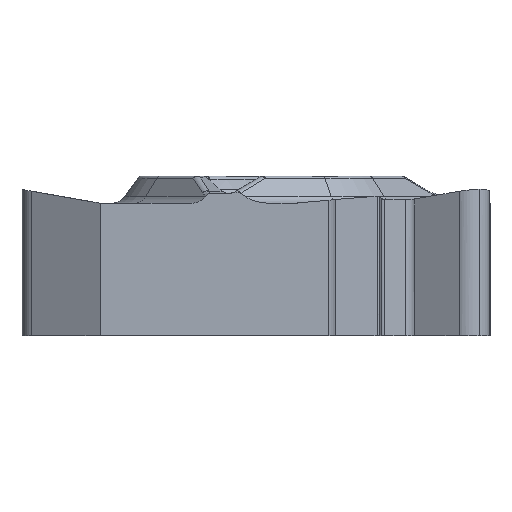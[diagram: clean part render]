
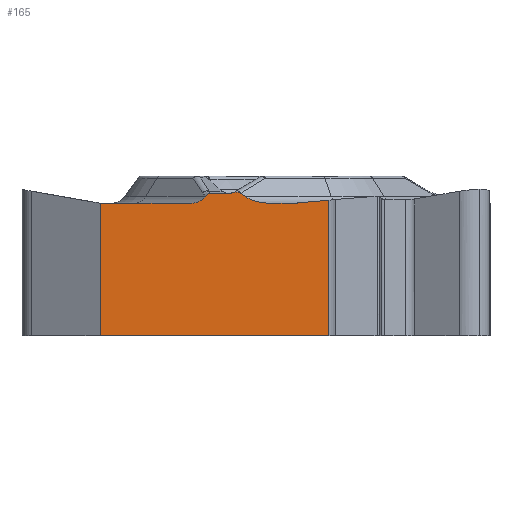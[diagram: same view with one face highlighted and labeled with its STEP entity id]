
A CAD part, left-side view. The second image highlights one B-rep face of the part: STEP entity #165.
In plain terms, the highlighted planar face has unit normal (-1, 0, 0).
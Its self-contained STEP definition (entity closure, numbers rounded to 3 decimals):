
#165=ADVANCED_FACE('',(#365),#319,.F.);
#319=PLANE('',#2724);
#365=FACE_OUTER_BOUND('',#515,.T.);
#515=EDGE_LOOP('',(#913,#914,#915,#916,#917,#918,#919,#920,#921,#922,#923,
#924,#925,#926,#927,#928,#929));
#673=CIRCLE('',#2723,0.75);
#784=ELLIPSE('',#2696,1.5,0.75);
#801=ELLIPSE('',#2719,1.5,0.75);
#802=ELLIPSE('',#2720,0.309,0.3);
#803=ELLIPSE('',#2721,0.295,0.25);
#804=ELLIPSE('',#2722,0.884,0.75);
#913=ORIENTED_EDGE('',*,*,#1933,.T.);
#914=ORIENTED_EDGE('',*,*,#1934,.F.);
#915=ORIENTED_EDGE('',*,*,#1900,.T.);
#916=ORIENTED_EDGE('',*,*,#1886,.T.);
#917=ORIENTED_EDGE('',*,*,#1935,.T.);
#918=ORIENTED_EDGE('',*,*,#1936,.T.);
#919=ORIENTED_EDGE('',*,*,#1937,.T.);
#920=ORIENTED_EDGE('',*,*,#1938,.F.);
#921=ORIENTED_EDGE('',*,*,#1939,.T.);
#922=ORIENTED_EDGE('',*,*,#1940,.T.);
#923=ORIENTED_EDGE('',*,*,#1941,.F.);
#924=ORIENTED_EDGE('',*,*,#1942,.F.);
#925=ORIENTED_EDGE('',*,*,#1943,.T.);
#926=ORIENTED_EDGE('',*,*,#1944,.T.);
#927=ORIENTED_EDGE('',*,*,#1945,.T.);
#928=ORIENTED_EDGE('',*,*,#1946,.T.);
#929=ORIENTED_EDGE('',*,*,#1947,.F.);
#1643=VERTEX_POINT('',#4177);
#1644=VERTEX_POINT('',#4179);
#1646=VERTEX_POINT('',#4184);
#1686=VERTEX_POINT('',#4336);
#1687=VERTEX_POINT('',#4337);
#1688=VERTEX_POINT('',#4340);
#1689=VERTEX_POINT('',#4342);
#1690=VERTEX_POINT('',#4344);
#1691=VERTEX_POINT('',#4355);
#1692=VERTEX_POINT('',#4357);
#1693=VERTEX_POINT('',#4359);
#1694=VERTEX_POINT('',#4361);
#1695=VERTEX_POINT('',#4369);
#1696=VERTEX_POINT('',#4371);
#1697=VERTEX_POINT('',#4373);
#1698=VERTEX_POINT('',#4375);
#1699=VERTEX_POINT('',#4377);
#1886=EDGE_CURVE('',#1644,#1643,#784,.T.);
#1900=EDGE_CURVE('',#1646,#1644,#2276,.T.);
#1933=EDGE_CURVE('',#1686,#1687,#2294,.T.);
#1934=EDGE_CURVE('',#1646,#1687,#2295,.T.);
#1935=EDGE_CURVE('',#1643,#1688,#2296,.T.);
#1936=EDGE_CURVE('',#1688,#1689,#801,.T.);
#1937=EDGE_CURVE('',#1689,#1690,#2297,.T.);
#1938=EDGE_CURVE('',#1691,#1690,#2618,.T.);
#1939=EDGE_CURVE('',#1691,#1692,#802,.T.);
#1940=EDGE_CURVE('',#1692,#1693,#2298,.T.);
#1941=EDGE_CURVE('',#1694,#1693,#803,.T.);
#1942=EDGE_CURVE('',#1695,#1694,#2619,.T.);
#1943=EDGE_CURVE('',#1695,#1696,#2299,.T.);
#1944=EDGE_CURVE('',#1696,#1697,#804,.T.);
#1945=EDGE_CURVE('',#1697,#1698,#2300,.T.);
#1946=EDGE_CURVE('',#1698,#1699,#673,.T.);
#1947=EDGE_CURVE('',#1686,#1699,#2301,.T.);
#2276=LINE('',#4230,#2447);
#2294=LINE('',#4335,#2465);
#2295=LINE('',#4338,#2466);
#2296=LINE('',#4339,#2467);
#2297=LINE('',#4343,#2468);
#2298=LINE('',#4358,#2469);
#2299=LINE('',#4370,#2470);
#2300=LINE('',#4374,#2471);
#2301=LINE('',#4378,#2472);
#2447=VECTOR('',#3028,1.);
#2465=VECTOR('',#3078,1.);
#2466=VECTOR('',#3079,1.);
#2467=VECTOR('',#3080,1.);
#2468=VECTOR('',#3083,1.);
#2469=VECTOR('',#3086,1.);
#2470=VECTOR('',#3089,1.);
#2471=VECTOR('',#3092,1.);
#2472=VECTOR('',#3095,1.);
#2618=B_SPLINE_CURVE_WITH_KNOTS('',3,(#4345,#4346,#4347,#4348,#4349,#4350,
#4351,#4352,#4353,#4354),.UNSPECIFIED.,.F.,.F.,(4,3,3,4),(0.,0.625,
0.853,1.),.UNSPECIFIED.);
#2619=B_SPLINE_CURVE_WITH_KNOTS('',3,(#4362,#4363,#4364,#4365,#4366,#4367,
#4368),.UNSPECIFIED.,.F.,.F.,(4,3,4),(0.,0.594,1.),
 .UNSPECIFIED.);
#2696=AXIS2_PLACEMENT_3D('',#4178,#3007,#3008);
#2719=AXIS2_PLACEMENT_3D('',#4341,#3081,#3082);
#2720=AXIS2_PLACEMENT_3D('',#4356,#3084,#3085);
#2721=AXIS2_PLACEMENT_3D('',#4360,#3087,#3088);
#2722=AXIS2_PLACEMENT_3D('',#4372,#3090,#3091);
#2723=AXIS2_PLACEMENT_3D('',#4376,#3093,#3094);
#2724=AXIS2_PLACEMENT_3D('',#4379,#3096,#3097);
#3007=DIRECTION('',(1.,0.,0.));
#3008=DIRECTION('',(0.,1.,0.));
#3028=DIRECTION('',(0.,0.996,-0.088));
#3078=DIRECTION('',(0.,-1.,0.));
#3079=DIRECTION('',(0.,0.,-1.));
#3080=DIRECTION('',(0.,1.,0.));
#3081=DIRECTION('',(1.,0.,0.));
#3082=DIRECTION('',(0.,-1.,0.));
#3083=DIRECTION('',(0.,0.814,0.581));
#3084=DIRECTION('',(1.,0.,0.));
#3085=DIRECTION('',(0.,-1.,0.));
#3086=DIRECTION('',(0.,1.,0.));
#3087=DIRECTION('',(1.,0.,0.));
#3088=DIRECTION('',(0.,1.,0.));
#3089=DIRECTION('',(0.,0.637,-0.771));
#3090=DIRECTION('',(1.,0.,0.));
#3091=DIRECTION('',(0.,1.,0.));
#3092=DIRECTION('',(0.,1.,0.));
#3093=DIRECTION('',(1.,0.,0.));
#3094=DIRECTION('',(0.,0.,-1.));
#3095=DIRECTION('',(0.,0.,1.));
#3096=DIRECTION('',(1.,0.,0.));
#3097=DIRECTION('',(0.,0.,-1.));
#4177=CARTESIAN_POINT('',(-7.938,-1.261,-0.781));
#4178=CARTESIAN_POINT('',(-7.938,-1.261,-0.031));
#4179=CARTESIAN_POINT('',(-7.938,-1.521,-0.77));
#4184=CARTESIAN_POINT('',(-7.938,-3.123,-0.628));
#4230=CARTESIAN_POINT('',(-7.938,-2.266,-0.704));
#4335=CARTESIAN_POINT('',(-7.938,11.45,-7.));
#4336=CARTESIAN_POINT('',(-7.938,7.634,-7.));
#4337=CARTESIAN_POINT('',(-7.938,-3.123,-7.));
#4338=CARTESIAN_POINT('',(-7.938,-3.123,25.));
#4339=CARTESIAN_POINT('',(-7.938,0.,-0.781));
#4340=CARTESIAN_POINT('',(-7.938,-0.427,-0.781));
#4341=CARTESIAN_POINT('',(-7.938,-0.427,-0.031));
#4342=CARTESIAN_POINT('',(-7.938,0.802,-0.461));
#4343=CARTESIAN_POINT('',(-7.938,19.895,13.173));
#4344=CARTESIAN_POINT('',(-7.938,1.037,-0.293));
#4345=CARTESIAN_POINT('',(-7.938,1.433,-0.285));
#4346=CARTESIAN_POINT('',(-7.938,1.352,-0.26));
#4347=CARTESIAN_POINT('',(-7.938,1.267,-0.242));
#4348=CARTESIAN_POINT('',(-7.938,1.183,-0.247));
#4349=CARTESIAN_POINT('',(-7.938,1.152,-0.249));
#4350=CARTESIAN_POINT('',(-7.938,1.12,-0.255));
#4351=CARTESIAN_POINT('',(-7.938,1.091,-0.266));
#4352=CARTESIAN_POINT('',(-7.938,1.072,-0.272));
#4353=CARTESIAN_POINT('',(-7.938,1.054,-0.282));
#4354=CARTESIAN_POINT('',(-7.938,1.037,-0.293));
#4355=CARTESIAN_POINT('',(-7.938,1.433,-0.285));
#4356=CARTESIAN_POINT('',(-7.938,1.528,0.));
#4357=CARTESIAN_POINT('',(-7.938,1.528,-0.3));
#4358=CARTESIAN_POINT('',(-7.938,11.45,-0.3));
#4359=CARTESIAN_POINT('',(-7.938,2.386,-0.3));
#4360=CARTESIAN_POINT('',(-7.938,2.386,-0.55));
#4361=CARTESIAN_POINT('',(-7.938,2.497,-0.318));
#4362=CARTESIAN_POINT('',(-7.938,2.626,-0.404));
#4363=CARTESIAN_POINT('',(-7.938,2.606,-0.381));
#4364=CARTESIAN_POINT('',(-7.938,2.582,-0.36));
#4365=CARTESIAN_POINT('',(-7.938,2.555,-0.345));
#4366=CARTESIAN_POINT('',(-7.938,2.537,-0.334));
#4367=CARTESIAN_POINT('',(-7.938,2.517,-0.325));
#4368=CARTESIAN_POINT('',(-7.938,2.497,-0.318));
#4369=CARTESIAN_POINT('',(-7.938,2.626,-0.404));
#4370=CARTESIAN_POINT('',(-7.938,-6.27,10.369));
#4371=CARTESIAN_POINT('',(-7.938,2.673,-0.461));
#4372=CARTESIAN_POINT('',(-7.938,3.398,-0.031));
#4373=CARTESIAN_POINT('',(-7.938,3.398,-0.781));
#4374=CARTESIAN_POINT('',(-7.938,11.45,-0.781));
#4375=CARTESIAN_POINT('',(-7.938,7.504,-0.781));
#4376=CARTESIAN_POINT('',(-7.938,7.504,-0.031));
#4377=CARTESIAN_POINT('',(-7.938,7.634,-0.77));
#4378=CARTESIAN_POINT('',(-7.938,7.634,25.));
#4379=CARTESIAN_POINT('',(-7.938,11.45,25.));
